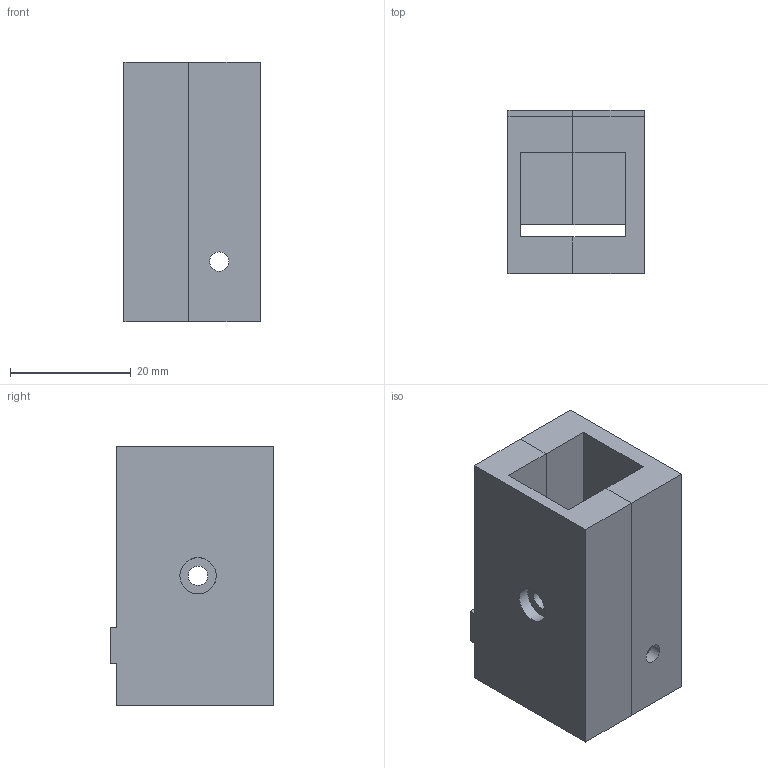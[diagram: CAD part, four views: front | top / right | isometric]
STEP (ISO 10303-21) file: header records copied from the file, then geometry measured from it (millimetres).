
FILE_DESCRIPTION(/* description */ (''),/* implementation_level */ '2;1');
FILE_NAME(/* name */ 'RJ45 holder for 2020.step',/* time_stamp */ '2020-09-16T21:06:26-07:00',/* author */ (''),/* organization */ (''),/* preprocessor_version */ 'ST-DEVELOPER v18.1',/* originating_system */ 'Autodesk Translation Framework v9.3.0.1241',/* authorisation */ '');
FILE_SCHEMA (('AUTOMOTIVE_DESIGN { 1 0 10303 214 3 1 1 }'));
Length unit declared in the file: millimetre
Products named in the file (1): RJ45 holder for 2020
Bounding box: 22.5 x 27 x 43 mm (x, y, z)
Volume: 12934.8 mm3; surface area: 9519.1 mm2
Topology: 2 solids, 2 shells, 53 faces, 148 edges, 98 vertices
Faces by surface type: plane 46, cylinder 7
Full cylindrical faces by diameter (mm): 3.2 x4, 5.75 x1, 6 x1
Entity records: 1738 total; most frequent: CARTESIAN_POINT 300, ORIENTED_EDGE 296, DIRECTION 272, EDGE_CURVE 148, LINE 132, VECTOR 132, VERTEX_POINT 98, AXIS2_PLACEMENT_3D 70
